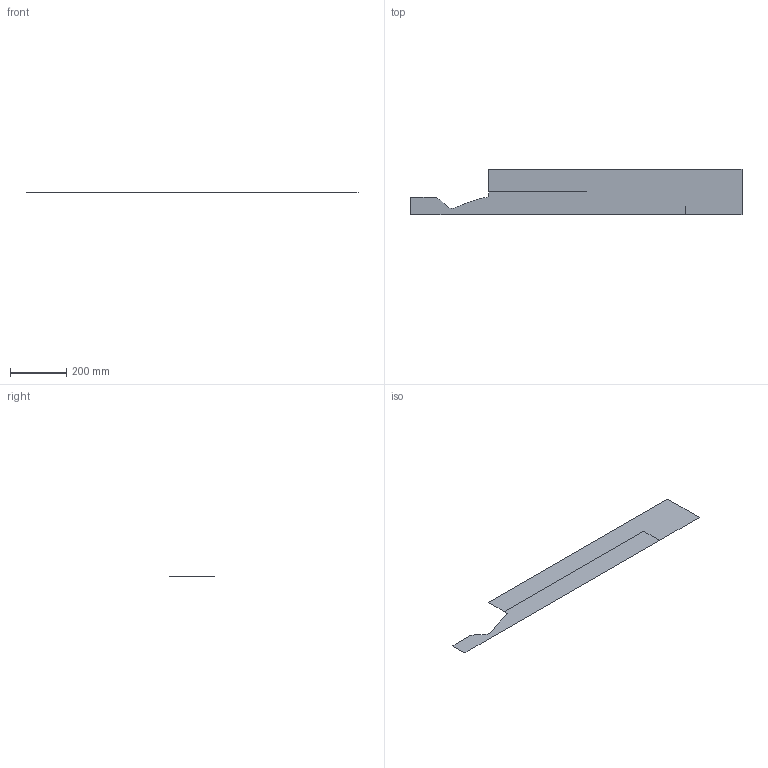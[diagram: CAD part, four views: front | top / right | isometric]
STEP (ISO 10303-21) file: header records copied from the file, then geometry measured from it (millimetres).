
FILE_DESCRIPTION(/* description */ (''),/* implementation_level */ '2;1');
FILE_NAME(/* name */ 'Aphlex 1A Flow Test 1.step',/* time_stamp */ '2019-02-12T19:40:35-05:00',/* author */ ('jay.chen135'),/* organization */ (''),/* preprocessor_version */ 'ST-DEVELOPER v17.2',/* originating_system */ 'Autodesk Translation Framework v7.6.0.251',/* authorisation */ '');
FILE_SCHEMA (('AUTOMOTIVE_DESIGN { 1 0 10303 214 3 1 1 }'));
Length unit declared in the file: millimetre
Products named in the file (1): Prototype 1 Halved
Bounding box: 1179.31 x 160 x 0 mm (x, y, z)
Surface area: 157625.8 mm2 (no closed solid volume)
Topology: 0 solids, 2 shells, 2 faces, 20 edges, 20 vertices
Faces by surface type: plane 2
Entity records: 359 total; most frequent: CARTESIAN_POINT 195, DIRECTION 23, VERTEX_POINT 20, EDGE_CURVE 20, ORIENTED_EDGE 20, LINE 15, VECTOR 15, AXIS2_PLACEMENT_3D 4
